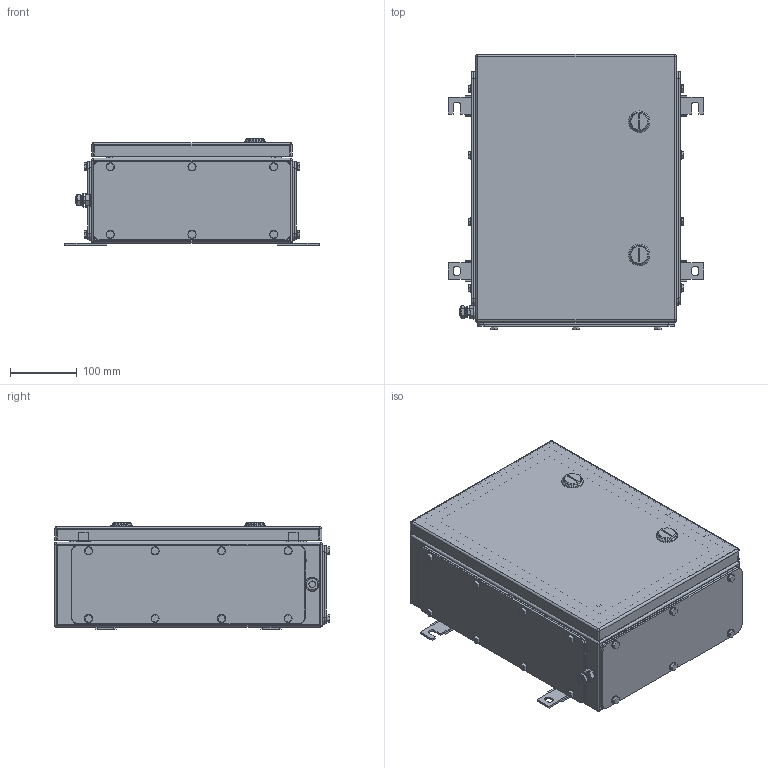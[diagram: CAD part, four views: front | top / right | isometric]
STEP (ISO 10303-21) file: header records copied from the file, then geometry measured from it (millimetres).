
FILE_DESCRIPTION(('CATIA V5 STEP Exchange','CAx-IF Rec.Pracs.--- Model Styling and Organization---1.4--- 2014-01-23'),'2;1');
FILE_NAME ('008798-6_3_1200250000_1200250000.stp','2019-09-23T07:27:37+00:00',('none'),('Weidmueller'),'CATIA Version 5-6 Release 2016 SP3 HF44','CATIA V5 STEP AP214','none');
FILE_SCHEMA(('AUTOMOTIVE_DESIGN { 1 0 10303 214 1 1 1 1 }'));
Products named in the file (1): 1200250000
Bounding box: 381 x 411 x 159.8 mm (x, y, z)
Volume: 1294481.9 mm3; surface area: 1334558.2 mm2
Topology: 96 solids, 98 shells, 1921 faces, 4420 edges, 2774 vertices
Faces by surface type: plane 853, cylinder 826, cone 188, sphere 24, torus 22, bspline 8
Entity records: 51699 total; most frequent: CARTESIAN_POINT 10703, ORIENTED_EDGE 8680, DIRECTION 6939, EDGE_CURVE 4340, AXIS2_PLACEMENT_3D 3049, VERTEX_POINT 2774, VECTOR 2452, LINE 2452
